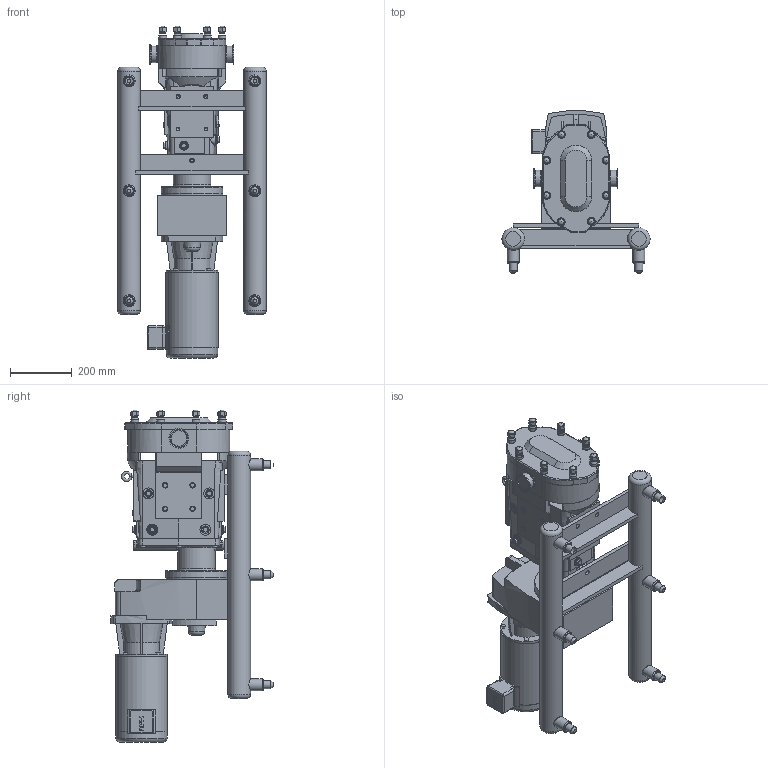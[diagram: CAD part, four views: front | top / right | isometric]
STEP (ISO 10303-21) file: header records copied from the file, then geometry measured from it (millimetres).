
FILE_DESCRIPTION(/* description */ (''),/* implementation_level */ '2;1');
FILE_NAME(/* name */ 'U3_045U3_145TC_2.5x2.5_S-Line_1.5HP_LH_SM.stp',/* time_stamp */ '2021-05-24T19:12:05+06:00',/* author */ ('trtmhr'),/* organization */ (''),/* preprocessor_version */ 'ST-DEVELOPER v18.1',/* originating_system */ 'Autodesk Inventor 2020',/* authorisation */ '');
FILE_SCHEMA (('AUTOMOTIVE_DESIGN { 1 0 10303 214 3 1 1 }'));
Length unit declared in the file: inch
Products named in the file (1): U3_045U3_145TC_2.5x2.5_S-Line_1.5HP_LH_SM
Bounding box: 479.43 x 524.67 x 1073.81 mm (x, y, z)
Volume: 48059342.1 mm3; surface area: 1848734.9 mm2
Topology: 2 solids, 2 shells, 1004 faces, 2753 edges, 1822 vertices
Faces by surface type: plane 493, cylinder 284, torus 79, cone 74, bspline 62, sphere 12
Full cylindrical faces by diameter (mm): 7.62 x2, 7.798 x1, 10.719 x4, 14.3 x3, 15.24 x1, 19.05 x8, 23.876 x3, 25.4 x19, 29.21 x2, 31.75 x3, 35.052 x6, 38.1 x6, 50.8 x2, 53.188 x4, 54.204 x2, 64.008 x2, 120.65 x1, 165.989 x1, 166.116 x1, 168.402 x1, 200 x1, 200.152 x1
Entity records: 33964 total; most frequent: CARTESIAN_POINT 8127, ORIENTED_EDGE 5468, DIRECTION 5437, EDGE_CURVE 2734, AXIS2_PLACEMENT_3D 2063, VERTEX_POINT 1822, LINE 1311, VECTOR 1311
